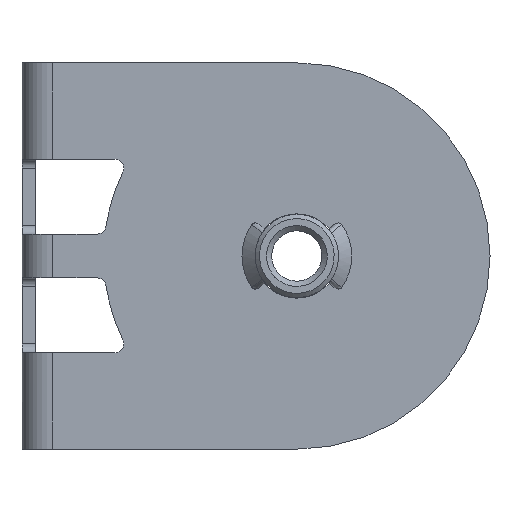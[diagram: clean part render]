
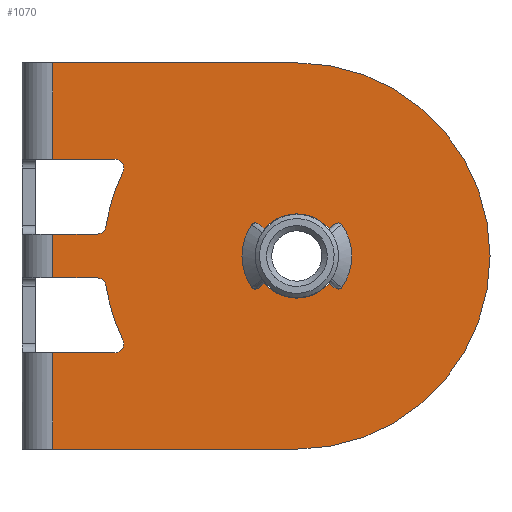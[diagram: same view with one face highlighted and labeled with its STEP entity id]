
A CAD part, front view. The second image highlights one B-rep face of the part: STEP entity #1070.
In plain terms, the highlighted planar face has unit normal (0, -1, 0).
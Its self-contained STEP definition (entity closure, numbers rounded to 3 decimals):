
#51=FACE_BOUND('',#183,.T.);
#74=PLANE('',#1178);
#119=FACE_OUTER_BOUND('',#182,.T.);
#182=EDGE_LOOP('',(#915,#916,#917,#918,#919,#920,#921,#922,#923,#924,#925,
#926,#927,#928,#929,#930));
#183=EDGE_LOOP('',(#931));
#223=CIRCLE('',#1114,2.);
#227=CIRCLE('',#1120,44.);
#229=CIRCLE('',#1123,2.);
#233=CIRCLE('',#1129,2.);
#237=CIRCLE('',#1135,44.);
#239=CIRCLE('',#1138,2.);
#255=CIRCLE('',#1170,9.6);
#256=CIRCLE('',#1172,44.);
#286=LINE('',#1640,#358);
#291=LINE('',#1661,#363);
#294=LINE('',#1675,#366);
#299=LINE('',#1696,#371);
#308=LINE('',#1723,#380);
#309=LINE('',#1726,#381);
#310=LINE('',#1730,#382);
#331=LINE('',#1790,#403);
#334=LINE('',#1796,#406);
#358=VECTOR('',#1271,14.175);
#363=VECTOR('',#1294,10.136);
#366=VECTOR('',#1309,10.136);
#371=VECTOR('',#1332,14.175);
#380=VECTOR('',#1355,22.);
#381=VECTOR('',#1360,10.);
#382=VECTOR('',#1365,22.);
#403=VECTOR('',#1430,55.6);
#406=VECTOR('',#1437,55.6);
#466=VERTEX_POINT('',#1632);
#467=VERTEX_POINT('',#1634);
#468=VERTEX_POINT('',#1638);
#471=VERTEX_POINT('',#1647);
#473=VERTEX_POINT('',#1653);
#475=VERTEX_POINT('',#1660);
#478=VERTEX_POINT('',#1667);
#479=VERTEX_POINT('',#1669);
#480=VERTEX_POINT('',#1673);
#483=VERTEX_POINT('',#1682);
#485=VERTEX_POINT('',#1688);
#487=VERTEX_POINT('',#1695);
#498=VERTEX_POINT('',#1722);
#499=VERTEX_POINT('',#1728);
#514=VERTEX_POINT('',#1781);
#515=VERTEX_POINT('',#1784);
#516=VERTEX_POINT('',#1786);
#576=EDGE_CURVE('',#467,#466,#223,.T.);
#579=EDGE_CURVE('',#466,#468,#286,.T.);
#583=EDGE_CURVE('',#471,#467,#227,.T.);
#586=EDGE_CURVE('',#473,#471,#229,.T.);
#590=EDGE_CURVE('',#475,#473,#291,.T.);
#594=EDGE_CURVE('',#479,#478,#233,.T.);
#597=EDGE_CURVE('',#478,#480,#294,.T.);
#601=EDGE_CURVE('',#483,#479,#237,.T.);
#604=EDGE_CURVE('',#485,#483,#239,.T.);
#608=EDGE_CURVE('',#487,#485,#299,.T.);
#622=EDGE_CURVE('',#487,#498,#308,.T.);
#624=EDGE_CURVE('',#475,#480,#309,.T.);
#626=EDGE_CURVE('',#499,#468,#310,.T.);
#652=EDGE_CURVE('',#514,#514,#255,.T.);
#654=EDGE_CURVE('',#515,#516,#256,.T.);
#656=EDGE_CURVE('',#498,#515,#331,.T.);
#660=EDGE_CURVE('',#516,#499,#334,.T.);
#915=ORIENTED_EDGE('',*,*,#579,.T.);
#916=ORIENTED_EDGE('',*,*,#626,.F.);
#917=ORIENTED_EDGE('',*,*,#660,.F.);
#918=ORIENTED_EDGE('',*,*,#654,.F.);
#919=ORIENTED_EDGE('',*,*,#656,.F.);
#920=ORIENTED_EDGE('',*,*,#622,.F.);
#921=ORIENTED_EDGE('',*,*,#608,.T.);
#922=ORIENTED_EDGE('',*,*,#604,.T.);
#923=ORIENTED_EDGE('',*,*,#601,.T.);
#924=ORIENTED_EDGE('',*,*,#594,.T.);
#925=ORIENTED_EDGE('',*,*,#597,.T.);
#926=ORIENTED_EDGE('',*,*,#624,.F.);
#927=ORIENTED_EDGE('',*,*,#590,.T.);
#928=ORIENTED_EDGE('',*,*,#586,.T.);
#929=ORIENTED_EDGE('',*,*,#583,.T.);
#930=ORIENTED_EDGE('',*,*,#576,.T.);
#931=ORIENTED_EDGE('',*,*,#652,.T.);
#1070=ADVANCED_FACE('',(#119,#51),#74,.T.);
#1114=AXIS2_PLACEMENT_3D('',#1635,#1264,#1265);
#1120=AXIS2_PLACEMENT_3D('',#1648,#1279,#1280);
#1123=AXIS2_PLACEMENT_3D('',#1654,#1286,#1287);
#1129=AXIS2_PLACEMENT_3D('',#1670,#1302,#1303);
#1135=AXIS2_PLACEMENT_3D('',#1683,#1317,#1318);
#1138=AXIS2_PLACEMENT_3D('',#1689,#1324,#1325);
#1170=AXIS2_PLACEMENT_3D('',#1782,#1420,#1421);
#1172=AXIS2_PLACEMENT_3D('',#1787,#1425,#1426);
#1178=AXIS2_PLACEMENT_3D('',#1800,#1443,#1444);
#1264=DIRECTION('center_axis',(0.,1.,0.));
#1265=DIRECTION('ref_axis',(0.,0.,1.));
#1271=DIRECTION('',(-1.,0.,0.));
#1279=DIRECTION('center_axis',(0.,-1.,0.));
#1280=DIRECTION('ref_axis',(-0.988,0.,-0.152));
#1286=DIRECTION('center_axis',(0.,1.,0.));
#1287=DIRECTION('ref_axis',(-0.988,0.,-0.152));
#1294=DIRECTION('',(1.,0.,0.));
#1302=DIRECTION('center_axis',(0.,1.,0.));
#1303=DIRECTION('ref_axis',(0.,0.,1.));
#1309=DIRECTION('',(-1.,0.,0.));
#1317=DIRECTION('center_axis',(0.,-1.,0.));
#1318=DIRECTION('ref_axis',(-0.901,0.,0.435));
#1324=DIRECTION('center_axis',(0.,1.,0.));
#1325=DIRECTION('ref_axis',(-0.901,0.,0.435));
#1332=DIRECTION('',(1.,0.,0.));
#1355=DIRECTION('',(0.,0.,1.));
#1360=DIRECTION('',(0.,0.,1.));
#1365=DIRECTION('',(0.,0.,1.));
#1420=DIRECTION('center_axis',(0.,1.,0.));
#1421=DIRECTION('ref_axis',(-1.,0.,0.));
#1425=DIRECTION('center_axis',(0.,1.,0.));
#1426=DIRECTION('ref_axis',(0.707,0.,-0.707));
#1430=DIRECTION('',(1.,0.,0.));
#1437=DIRECTION('',(-1.,0.,0.));
#1443=DIRECTION('center_axis',(0.,-1.,0.));
#1444=DIRECTION('ref_axis',(1.,0.,0.));
#1632=CARTESIAN_POINT('',(21.175,0.,-22.));
#1634=CARTESIAN_POINT('',(22.976,0.,-19.13));
#1635=CARTESIAN_POINT('Origin',(21.175,0.,-20.));
#1638=CARTESIAN_POINT('',(7.,0.,-22.));
#1640=CARTESIAN_POINT('',(14.088,0.,-22.));
#1647=CARTESIAN_POINT('',(19.112,0.,-6.696));
#1648=CARTESIAN_POINT('Origin',(62.6,0.,0.));
#1653=CARTESIAN_POINT('',(17.136,0.,-5.));
#1654=CARTESIAN_POINT('Origin',(17.136,0.,-7.));
#1660=CARTESIAN_POINT('',(7.,0.,-5.));
#1661=CARTESIAN_POINT('',(-6.703,0.,-5.));
#1667=CARTESIAN_POINT('',(17.136,0.,5.));
#1669=CARTESIAN_POINT('',(19.112,0.,6.696));
#1670=CARTESIAN_POINT('Origin',(17.136,0.,7.));
#1673=CARTESIAN_POINT('',(7.,0.,5.));
#1675=CARTESIAN_POINT('',(12.068,0.,5.));
#1682=CARTESIAN_POINT('',(22.976,0.,19.13));
#1683=CARTESIAN_POINT('Origin',(62.6,0.,0.));
#1688=CARTESIAN_POINT('',(21.175,0.,22.));
#1689=CARTESIAN_POINT('Origin',(21.175,0.,20.));
#1695=CARTESIAN_POINT('',(7.,0.,22.));
#1696=CARTESIAN_POINT('',(-6.703,0.,22.));
#1722=CARTESIAN_POINT('',(7.,0.,44.));
#1723=CARTESIAN_POINT('',(7.,0.,0.));
#1726=CARTESIAN_POINT('',(7.,0.,0.));
#1728=CARTESIAN_POINT('',(7.,0.,-44.));
#1730=CARTESIAN_POINT('',(7.,0.,0.));
#1781=CARTESIAN_POINT('',(72.2,0.,0.));
#1782=CARTESIAN_POINT('Origin',(62.6,0.,0.));
#1784=CARTESIAN_POINT('',(62.6,0.,44.));
#1786=CARTESIAN_POINT('',(62.6,0.,-44.));
#1787=CARTESIAN_POINT('Origin',(62.6,0.,0.));
#1790=CARTESIAN_POINT('',(7.,0.,44.));
#1796=CARTESIAN_POINT('',(7.,0.,-44.));
#1800=CARTESIAN_POINT('Origin',(7.,0.,0.));
